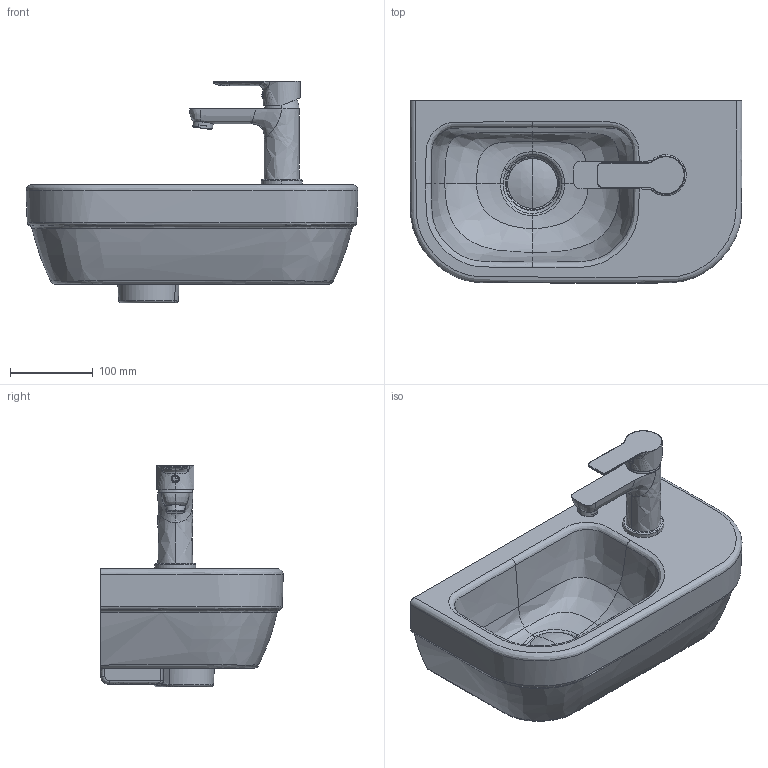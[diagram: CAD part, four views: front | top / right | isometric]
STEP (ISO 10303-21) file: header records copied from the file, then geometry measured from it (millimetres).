
FILE_DESCRIPTION(/* description */ (''),/* implementation_level */ '2;1');
FILE_NAME(/* name */ '0749400000',/* time_stamp */ '2023-10-13T11:29:30+02:00',/* author */ (''),/* organization */ (''),/* preprocessor_version */ 'ST-DEVELOPER v15',/* originating_system */ '',/* authorisation */ '');
FILE_SCHEMA (('AUTOMOTIVE_DESIGN'));
Length unit declared in the file: millimetre
Products named in the file (1): Document
Bounding box: 399.99 x 220.04 x 267.22 mm (x, y, z)
Volume: 5916417.8 mm3; surface area: 409140.3 mm2
Topology: 5 solids, 9 shells, 287 faces, 675 edges, 397 vertices
Faces by surface type: bspline 237, plane 50
Entity records: 54153 total; most frequent: CARTESIAN_POINT 50200, ORIENTED_EDGE 1304, EDGE_CURVE 660, VERTEX_POINT 397, B_SPLINE_CURVE_WITH_KNOTS 391, EDGE_LOOP 307, ADVANCED_FACE 287, FACE_OUTER_BOUND 287
